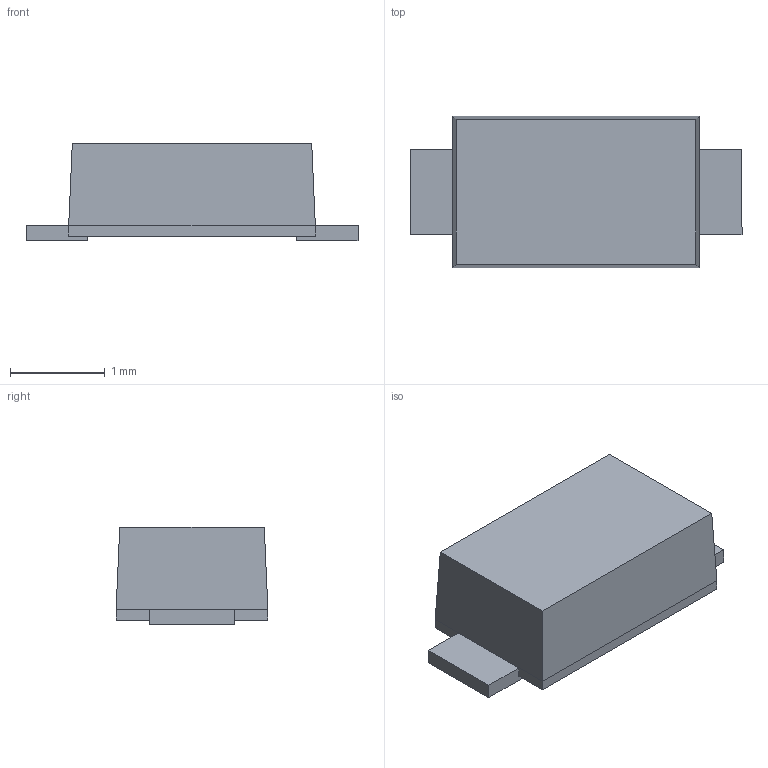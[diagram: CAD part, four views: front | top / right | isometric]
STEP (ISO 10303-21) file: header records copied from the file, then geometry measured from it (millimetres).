
FILE_DESCRIPTION(('STEP AP214'),'1');
FILE_NAME('S-FLAT-ZKN_rotated.stp','2018-09-13T04:05:03',(' '),(' '),'Spatial InterOp 3D',' ',' ');
FILE_SCHEMA(('AUTOMOTIVE_DESIGN { 1 0 10303 214 1 1 1 1 }'));
Length unit declared in the file: metre
Products named in the file (5): Component4; Component1; Component2; Component3; S-FLAT-ZKN_rotated
Assembly tree (4 placements, depth 3):
  S-FLAT-ZKN_rotated
    Component4
      Component1
      Component2
      Component3
Bounding box: 3.5 x 1.6 x 1.03 mm (x, y, z)
Volume: 4.1 mm3; surface area: 19.5 mm2
Topology: 3 solids, 3 shells, 32 faces, 70 edges, 44 vertices
Faces by surface type: plane 32
Entity records: 1245 total; most frequent: CARTESIAN_POINT 152, DIRECTION 146, ORIENTED_EDGE 140, EDGE_CURVE 70, LINE 70, VECTOR 70, VERTEX_POINT 44, AXIS2_PLACEMENT_3D 38
